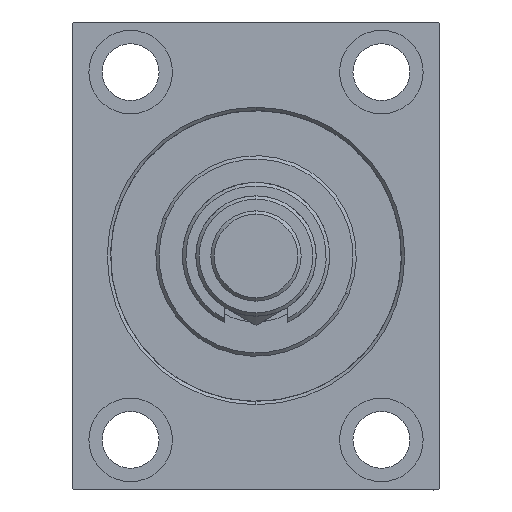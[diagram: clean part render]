
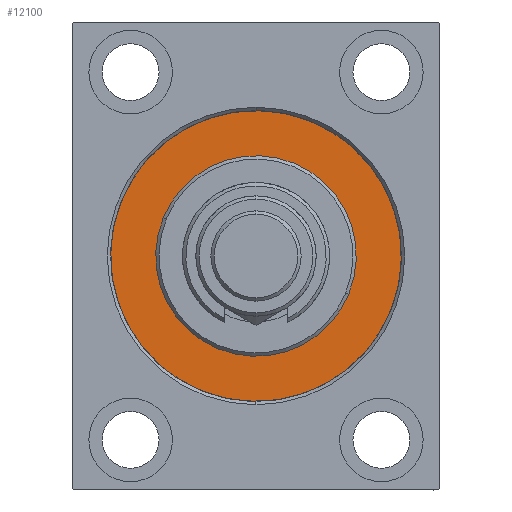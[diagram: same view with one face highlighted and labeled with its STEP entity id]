
A CAD part, left-side view. The second image highlights one B-rep face of the part: STEP entity #12100.
In plain terms, the highlighted face is planar.
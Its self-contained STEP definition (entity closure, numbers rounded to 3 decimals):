
#1195 = CARTESIAN_POINT ( 'NONE',  ( 0., 0., -30. ) ) ;
#1277 = DIRECTION ( 'NONE',  ( -1., 0., 0. ) ) ;
#2795 = CARTESIAN_POINT ( 'NONE',  ( 0., 0., -43.5 ) ) ;
#3478 = CIRCLE ( 'NONE', #30057, 30. ) ;
#5752 = EDGE_CURVE ( 'NONE', #9984, #30125, #32310, .T. ) ;
#5987 = CARTESIAN_POINT ( 'NONE',  ( 0., 0., 0. ) ) ;
#6054 = DIRECTION ( 'NONE',  ( 0., 0., -1. ) ) ;
#6757 = EDGE_CURVE ( 'NONE', #30125, #9984, #3478, .T. ) ;
#7122 = DIRECTION ( 'NONE',  ( -1., 0., 0. ) ) ;
#9984 = VERTEX_POINT ( 'NONE', #11146 ) ;
#10442 = PLANE ( 'NONE',  #42390 ) ;
#11146 = CARTESIAN_POINT ( 'NONE',  ( 0., 0., 30. ) ) ;
#12100 = ADVANCED_FACE ( 'NONE', ( #43006, #35872 ), #10442, .F. ) ;
#15329 = DIRECTION ( 'NONE',  ( 0., 0., 1. ) ) ;
#16942 = EDGE_LOOP ( 'NONE', ( #25221, #19796 ) ) ;
#17797 = CARTESIAN_POINT ( 'NONE',  ( 0., 0., 0. ) ) ;
#19359 = AXIS2_PLACEMENT_3D ( 'NONE', #37172, #1277, #44308 ) ;
#19796 = ORIENTED_EDGE ( 'NONE', *, *, #6757, .F. ) ;
#21083 = ORIENTED_EDGE ( 'NONE', *, *, #36133, .F. ) ;
#22701 = ORIENTED_EDGE ( 'NONE', *, *, #24768, .F. ) ;
#24576 = CARTESIAN_POINT ( 'NONE',  ( 0., 0., 0. ) ) ;
#24768 = EDGE_CURVE ( 'NONE', #27299, #37151, #25459, .T. ) ;
#25221 = ORIENTED_EDGE ( 'NONE', *, *, #5752, .F. ) ;
#25459 = CIRCLE ( 'NONE', #19359, 43.5 ) ;
#27299 = VERTEX_POINT ( 'NONE', #2795 ) ;
#30057 = AXIS2_PLACEMENT_3D ( 'NONE', #24576, #38604, #6054 ) ;
#30125 = VERTEX_POINT ( 'NONE', #1195 ) ;
#30255 = DIRECTION ( 'NONE',  ( 1., 0., 0. ) ) ;
#30536 = DIRECTION ( 'NONE',  ( -1., 0., 0. ) ) ;
#30736 = AXIS2_PLACEMENT_3D ( 'NONE', #44571, #30536, #15329 ) ;
#32304 = DIRECTION ( 'NONE',  ( 0., 0., 1. ) ) ;
#32310 = CIRCLE ( 'NONE', #38381, 30. ) ;
#35872 = FACE_OUTER_BOUND ( 'NONE', #45219, .T. ) ;
#36133 = EDGE_CURVE ( 'NONE', #37151, #27299, #41354, .T. ) ;
#37151 = VERTEX_POINT ( 'NONE', #41981 ) ;
#37172 = CARTESIAN_POINT ( 'NONE',  ( 0., 0., 0. ) ) ;
#38381 = AXIS2_PLACEMENT_3D ( 'NONE', #5987, #30255, #42106 ) ;
#38604 = DIRECTION ( 'NONE',  ( 1., 0., 0. ) ) ;
#41354 = CIRCLE ( 'NONE', #30736, 43.5 ) ;
#41981 = CARTESIAN_POINT ( 'NONE',  ( 0., 0., 43.5 ) ) ;
#42106 = DIRECTION ( 'NONE',  ( 0., 0., -1. ) ) ;
#42390 = AXIS2_PLACEMENT_3D ( 'NONE', #17797, #7122, #32304 ) ;
#43006 = FACE_BOUND ( 'NONE', #16942, .T. ) ;
#44308 = DIRECTION ( 'NONE',  ( 0., 0., 1. ) ) ;
#44571 = CARTESIAN_POINT ( 'NONE',  ( 0., 0., 0. ) ) ;
#45219 = EDGE_LOOP ( 'NONE', ( #22701, #21083 ) ) ;
